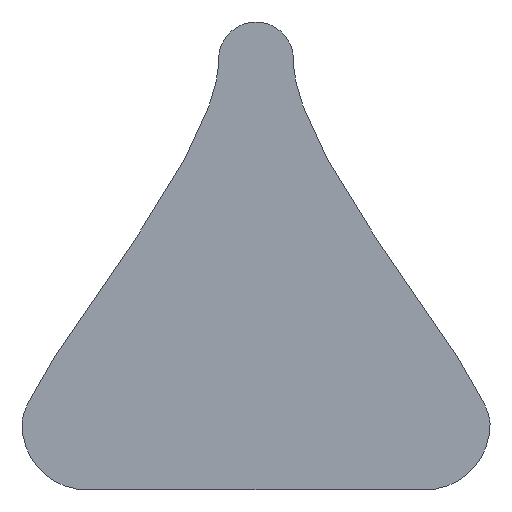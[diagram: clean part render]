
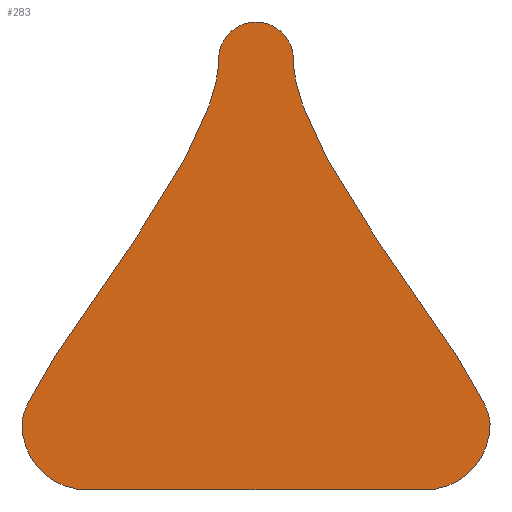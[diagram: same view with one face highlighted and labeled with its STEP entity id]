
A CAD part, front view. The second image highlights one B-rep face of the part: STEP entity #283.
In plain terms, the highlighted planar face has unit normal (0, -1, 0).
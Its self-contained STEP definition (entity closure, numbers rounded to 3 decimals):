
#10 = CARTESIAN_POINT ( 'NONE',  ( 4., 0., 21. ) ) ;
#13 = CARTESIAN_POINT ( 'NONE',  ( -25., 0., -25. ) ) ;
#16 = CARTESIAN_POINT ( 'NONE',  ( -4., 0., 21. ) ) ;
#22 = CARTESIAN_POINT ( 'NONE',  ( -4., 0., 9.911 ) ) ;
#33 = VECTOR ( 'NONE', #169, 1000. ) ;
#35 = EDGE_CURVE ( 'NONE', #331, #360, #104, .T. ) ;
#36 = VERTEX_POINT ( 'NONE', #250 ) ;
#41 = CIRCLE ( 'NONE', #417, 4. ) ;
#54 = CARTESIAN_POINT ( 'NONE',  ( 0., 0., 25. ) ) ;
#55 = B_SPLINE_CURVE_WITH_KNOTS ( 'NONE', 3,
 ( #213, #181, #22, #16 ),
 .UNSPECIFIED., .F., .F.,
 ( 4, 4 ),
 ( 0.004, 1. ),
 .UNSPECIFIED. ) ;
#57 = CARTESIAN_POINT ( 'NONE',  ( 24.907, 0., -12.275 ) ) ;
#59 = DIRECTION ( 'NONE',  ( 0., 0., 1. ) ) ;
#72 = VERTEX_POINT ( 'NONE', #54 ) ;
#74 = ORIENTED_EDGE ( 'NONE', *, *, #204, .F. ) ;
#83 = EDGE_CURVE ( 'NONE', #330, #36, #55, .T. ) ;
#85 = ORIENTED_EDGE ( 'NONE', *, *, #310, .F. ) ;
#88 = DIRECTION ( 'NONE',  ( 0., -1., 0. ) ) ;
#90 = PLANE ( 'NONE',  #154 ) ;
#94 = CARTESIAN_POINT ( 'NONE',  ( 0., 0., 0. ) ) ;
#98 = CARTESIAN_POINT ( 'NONE',  ( -25., 0., -18. ) ) ;
#101 = VECTOR ( 'NONE', #118, 1000. ) ;
#104 = CIRCLE ( 'NONE', #319, 7. ) ;
#105 = EDGE_LOOP ( 'NONE', ( #271, #85, #308, #247, #74, #117, #270, #251, #404 ) ) ;
#114 = CARTESIAN_POINT ( 'NONE',  ( 0., 0., 21. ) ) ;
#117 = ORIENTED_EDGE ( 'NONE', *, *, #35, .T. ) ;
#118 = DIRECTION ( 'NONE',  ( 0., 0., 1. ) ) ;
#136 = AXIS2_PLACEMENT_3D ( 'NONE', #229, #162, #59 ) ;
#142 = DIRECTION ( 'NONE',  ( 0., 0., -1. ) ) ;
#149 = CARTESIAN_POINT ( 'NONE',  ( -18., 0., -18. ) ) ;
#151 = EDGE_CURVE ( 'NONE', #362, #360, #303, .T. ) ;
#154 = AXIS2_PLACEMENT_3D ( 'NONE', #94, #196, #260 ) ;
#155 = CARTESIAN_POINT ( 'NONE',  ( -18., 0., -25. ) ) ;
#156 = CARTESIAN_POINT ( 'NONE',  ( 25., 0., -17.926 ) ) ;
#159 = CARTESIAN_POINT ( 'NONE',  ( 4., 0., 21. ) ) ;
#162 = DIRECTION ( 'NONE',  ( 0., 1., 0. ) ) ;
#169 = DIRECTION ( 'NONE',  ( 0., 0., -1. ) ) ;
#172 = EDGE_CURVE ( 'NONE', #36, #72, #41, .T. ) ;
#175 = VECTOR ( 'NONE', #221, 1000. ) ;
#181 = CARTESIAN_POINT ( 'NONE',  ( -24.907, 0., -12.275 ) ) ;
#183 = DIRECTION ( 'NONE',  ( 0., 1., 0. ) ) ;
#188 = DIRECTION ( 'NONE',  ( 0., 0., -1. ) ) ;
#196 = DIRECTION ( 'NONE',  ( 0., -1., 0. ) ) ;
#197 = CARTESIAN_POINT ( 'NONE',  ( 25., 0., 25. ) ) ;
#201 = LINE ( 'NONE', #197, #33 ) ;
#204 = EDGE_CURVE ( 'NONE', #331, #330, #286, .T. ) ;
#205 = VERTEX_POINT ( 'NONE', #10 ) ;
#208 = CIRCLE ( 'NONE', #136, 4. ) ;
#213 = CARTESIAN_POINT ( 'NONE',  ( -25., 0., -17.926 ) ) ;
#221 = DIRECTION ( 'NONE',  ( -1., 0., 0. ) ) ;
#228 = B_SPLINE_CURVE_WITH_KNOTS ( 'NONE', 3,
 ( #156, #57, #318, #159 ),
 .UNSPECIFIED., .F., .F.,
 ( 4, 4 ),
 ( 0.004, 1. ),
 .UNSPECIFIED. ) ;
#229 = CARTESIAN_POINT ( 'NONE',  ( 0., 0., 21. ) ) ;
#246 = AXIS2_PLACEMENT_3D ( 'NONE', #416, #88, #188 ) ;
#247 = ORIENTED_EDGE ( 'NONE', *, *, #83, .F. ) ;
#250 = CARTESIAN_POINT ( 'NONE',  ( -4., 0., 21. ) ) ;
#251 = ORIENTED_EDGE ( 'NONE', *, *, #288, .T. ) ;
#255 = DIRECTION ( 'NONE',  ( 0., 0., 1. ) ) ;
#257 = FACE_OUTER_BOUND ( 'NONE', #105, .T. ) ;
#260 = DIRECTION ( 'NONE',  ( 0., 0., -1. ) ) ;
#265 = CARTESIAN_POINT ( 'NONE',  ( -25., 0., -17.926 ) ) ;
#270 = ORIENTED_EDGE ( 'NONE', *, *, #151, .F. ) ;
#271 = ORIENTED_EDGE ( 'NONE', *, *, #350, .T. ) ;
#282 = CARTESIAN_POINT ( 'NONE',  ( -25., 0., 25. ) ) ;
#283 = ADVANCED_FACE ( 'NONE', ( #257 ), #90, .T. ) ;
#286 = LINE ( 'NONE', #282, #101 ) ;
#288 = EDGE_CURVE ( 'NONE', #362, #394, #311, .T. ) ;
#303 = LINE ( 'NONE', #13, #175 ) ;
#304 = DIRECTION ( 'NONE',  ( 0., -1., 0. ) ) ;
#308 = ORIENTED_EDGE ( 'NONE', *, *, #172, .F. ) ;
#310 = EDGE_CURVE ( 'NONE', #72, #205, #208, .T. ) ;
#311 = CIRCLE ( 'NONE', #246, 7. ) ;
#318 = CARTESIAN_POINT ( 'NONE',  ( 4., 0., 9.911 ) ) ;
#319 = AXIS2_PLACEMENT_3D ( 'NONE', #149, #304, #142 ) ;
#330 = VERTEX_POINT ( 'NONE', #265 ) ;
#331 = VERTEX_POINT ( 'NONE', #98 ) ;
#350 = EDGE_CURVE ( 'NONE', #374, #205, #228, .T. ) ;
#360 = VERTEX_POINT ( 'NONE', #155 ) ;
#362 = VERTEX_POINT ( 'NONE', #379 ) ;
#374 = VERTEX_POINT ( 'NONE', #411 ) ;
#379 = CARTESIAN_POINT ( 'NONE',  ( 18., 0., -25. ) ) ;
#383 = CARTESIAN_POINT ( 'NONE',  ( 25., 0., -18. ) ) ;
#394 = VERTEX_POINT ( 'NONE', #383 ) ;
#397 = EDGE_CURVE ( 'NONE', #374, #394, #201, .T. ) ;
#404 = ORIENTED_EDGE ( 'NONE', *, *, #397, .F. ) ;
#411 = CARTESIAN_POINT ( 'NONE',  ( 25., 0., -17.926 ) ) ;
#416 = CARTESIAN_POINT ( 'NONE',  ( 18., 0., -18. ) ) ;
#417 = AXIS2_PLACEMENT_3D ( 'NONE', #114, #183, #255 ) ;
